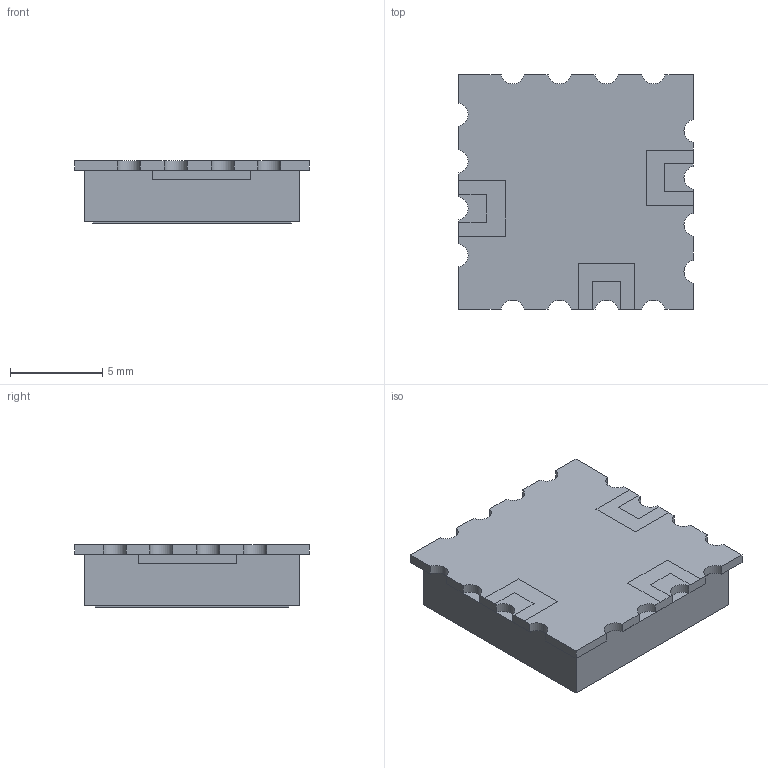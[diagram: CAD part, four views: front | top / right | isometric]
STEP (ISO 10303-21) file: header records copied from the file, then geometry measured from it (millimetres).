
FILE_DESCRIPTION (( 'STEP AP203' ), '1' );
FILE_NAME ('PE1V11021_3D.step', '2021-07-07T16:42:37', ( '' ), ( '' ), 'SwSTEP 2.0', 'SolidWorks 2020', '' );
FILE_SCHEMA (( 'CONFIG_CONTROL_DESIGN' ));
Length unit declared in the file: inch
Products named in the file (1): PE1V11021_3D
Bounding box: 12.7 x 12.7 x 3.38 mm (x, y, z)
Volume: 451.4 mm3; surface area: 544.9 mm2
Topology: 1 solids, 1 shells, 316 faces, 877 edges, 591 vertices
Faces by surface type: plane 224, bspline 74, cylinder 18
Full cylindrical faces by diameter (mm): 0.916 x1
Entity records: 12831 total; most frequent: CARTESIAN_POINT 5114, ORIENTED_EDGE 1752, DIRECTION 1250, EDGE_CURVE 876, VECTOR 684, LINE 684, VERTEX_POINT 591, EDGE_LOOP 345
